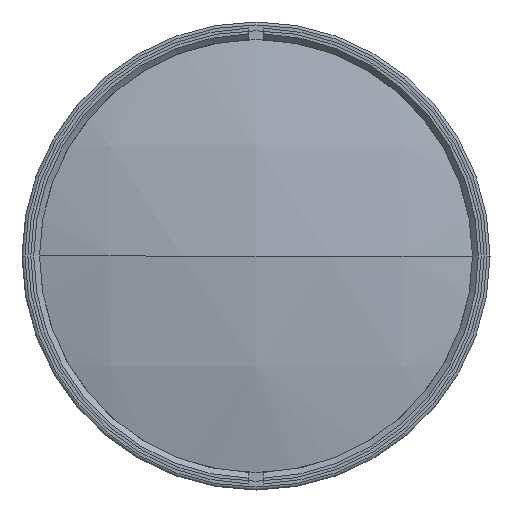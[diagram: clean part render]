
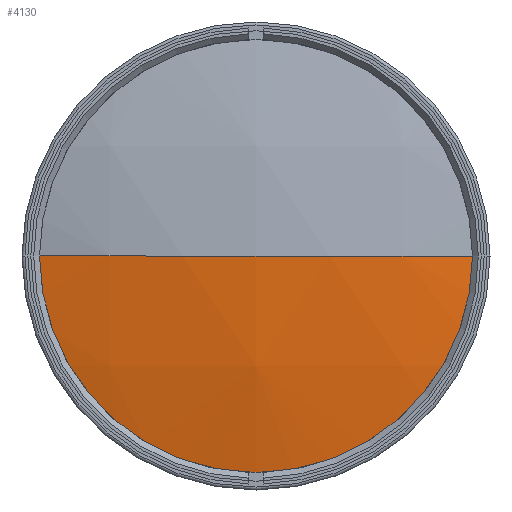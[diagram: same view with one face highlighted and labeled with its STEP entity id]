
A CAD part, left-side view. The second image highlights one B-rep face of the part: STEP entity #4130.
In plain terms, the highlighted spherical face has radius 161 mm.
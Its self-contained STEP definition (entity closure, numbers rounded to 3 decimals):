
#140 = EDGE_CURVE ( 'NONE', #1379, #4339, #2526, .T. ) ;
#259 = EDGE_CURVE ( 'NONE', #4339, #3748, #1347, .T. ) ;
#386 = DIRECTION ( 'NONE',  ( 0., 0., 1. ) ) ;
#402 = FACE_OUTER_BOUND ( 'NONE', #3595, .T. ) ;
#450 = DIRECTION ( 'NONE',  ( 0., -1., 0. ) ) ;
#454 = CARTESIAN_POINT ( 'NONE',  ( -165.23, 0., 0. ) ) ;
#468 = DIRECTION ( 'NONE',  ( 0., 1., 0. ) ) ;
#850 = AXIS2_PLACEMENT_3D ( 'NONE', #1149, #386, #450 ) ;
#883 = DIRECTION ( 'NONE',  ( 0., 0., -1. ) ) ;
#958 = AXIS2_PLACEMENT_3D ( 'NONE', #3191, #3899, #468 ) ;
#1116 = AXIS2_PLACEMENT_3D ( 'NONE', #4248, #3889, #2206 ) ;
#1149 = CARTESIAN_POINT ( 'NONE',  ( -4.23, 0., 0. ) ) ;
#1224 = ORIENTED_EDGE ( 'NONE', *, *, #259, .T. ) ;
#1298 = DIRECTION ( 'NONE',  ( 0., 1., 0. ) ) ;
#1347 = CIRCLE ( 'NONE', #3087, 161. ) ;
#1379 = VERTEX_POINT ( 'NONE', #3377 ) ;
#1417 = CARTESIAN_POINT ( 'NONE',  ( -160.802, -37.5, 0. ) ) ;
#1928 = CARTESIAN_POINT ( 'NONE',  ( -4.23, 0., 0. ) ) ;
#2206 = DIRECTION ( 'NONE',  ( 0., 0., 1. ) ) ;
#2402 = EDGE_CURVE ( 'NONE', #1379, #3748, #3592, .T. ) ;
#2526 = CIRCLE ( 'NONE', #1116, 37.5 ) ;
#3087 = AXIS2_PLACEMENT_3D ( 'NONE', #1928, #883, #1298 ) ;
#3191 = CARTESIAN_POINT ( 'NONE',  ( -4.23, 0., 0. ) ) ;
#3377 = CARTESIAN_POINT ( 'NONE',  ( -160.802, 37.5, 0. ) ) ;
#3532 = ORIENTED_EDGE ( 'NONE', *, *, #2402, .F. ) ;
#3592 = CIRCLE ( 'NONE', #850, 161. ) ;
#3595 = EDGE_LOOP ( 'NONE', ( #4261, #1224, #3532 ) ) ;
#3748 = VERTEX_POINT ( 'NONE', #454 ) ;
#3848 = SPHERICAL_SURFACE ( 'NONE', #958, 161. ) ;
#3889 = DIRECTION ( 'NONE',  ( -1., 0., 0. ) ) ;
#3899 = DIRECTION ( 'NONE',  ( 0., 0., -1. ) ) ;
#4130 = ADVANCED_FACE ( 'NONE', ( #402 ), #3848, .T. ) ;
#4248 = CARTESIAN_POINT ( 'NONE',  ( -160.802, 0., 0. ) ) ;
#4261 = ORIENTED_EDGE ( 'NONE', *, *, #140, .T. ) ;
#4339 = VERTEX_POINT ( 'NONE', #1417 ) ;
